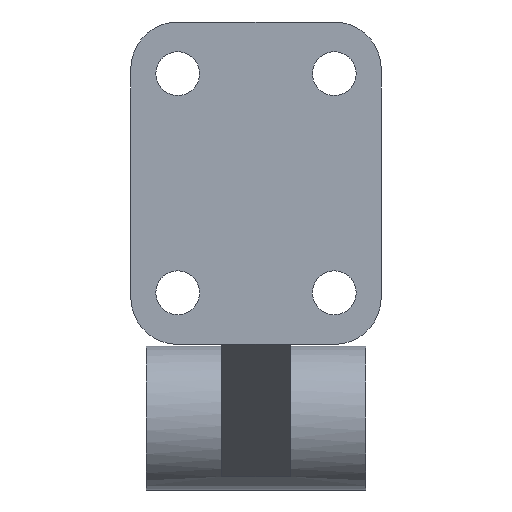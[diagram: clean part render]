
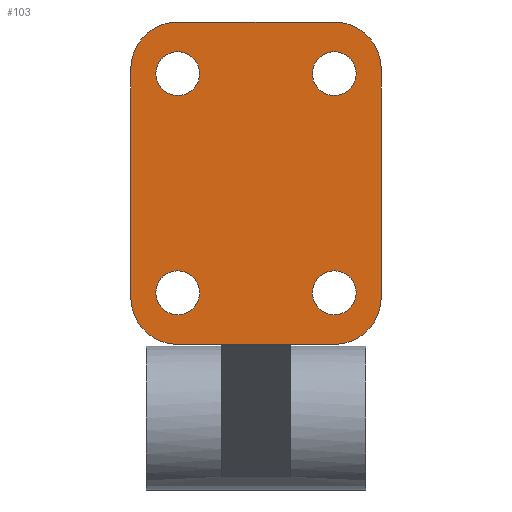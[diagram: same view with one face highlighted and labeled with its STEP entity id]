
A CAD part, front view. The second image highlights one B-rep face of the part: STEP entity #103.
In plain terms, the highlighted planar face has unit normal (0, -1, 0).
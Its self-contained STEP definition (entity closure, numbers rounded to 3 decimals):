
#103=ADVANCED_FACE('',(#167,#168,#169,#170,#171),#172,.F.);
#167=FACE_BOUND('',#235,.T.);
#168=FACE_BOUND('',#236,.T.);
#169=FACE_BOUND('',#237,.T.);
#170=FACE_BOUND('',#238,.T.);
#171=FACE_OUTER_BOUND('',#239,.T.);
#172=PLANE('',#240);
#235=EDGE_LOOP('',(#463,#464));
#236=EDGE_LOOP('',(#465,#466));
#237=EDGE_LOOP('',(#467,#468));
#238=EDGE_LOOP('',(#469,#470));
#239=EDGE_LOOP('',(#471,#472,#473,#474,#475,#476,#477,#478));
#240=AXIS2_PLACEMENT_3D('',#479,#480,#481);
#463=ORIENTED_EDGE('',*,*,#532,.T.);
#464=ORIENTED_EDGE('',*,*,#497,.T.);
#465=ORIENTED_EDGE('',*,*,#533,.T.);
#466=ORIENTED_EDGE('',*,*,#493,.T.);
#467=ORIENTED_EDGE('',*,*,#534,.T.);
#468=ORIENTED_EDGE('',*,*,#489,.T.);
#469=ORIENTED_EDGE('',*,*,#536,.T.);
#470=ORIENTED_EDGE('',*,*,#485,.T.);
#471=ORIENTED_EDGE('',*,*,#558,.F.);
#472=ORIENTED_EDGE('',*,*,#540,.F.);
#473=ORIENTED_EDGE('',*,*,#544,.F.);
#474=ORIENTED_EDGE('',*,*,#547,.F.);
#475=ORIENTED_EDGE('',*,*,#549,.F.);
#476=ORIENTED_EDGE('',*,*,#551,.F.);
#477=ORIENTED_EDGE('',*,*,#553,.F.);
#478=ORIENTED_EDGE('',*,*,#556,.F.);
#479=CARTESIAN_POINT('',(0.,0.,0.));
#480=DIRECTION('',(0.,1.0,0.));
#481=DIRECTION('',(-1.0,0.0,0.));
#485=EDGE_CURVE('',#560,#564,#566,.T.);
#489=EDGE_CURVE('',#568,#572,#574,.T.);
#493=EDGE_CURVE('',#576,#580,#582,.T.);
#497=EDGE_CURVE('',#584,#588,#590,.T.);
#532=EDGE_CURVE('',#588,#584,#647,.T.);
#533=EDGE_CURVE('',#580,#576,#648,.T.);
#534=EDGE_CURVE('',#572,#568,#649,.T.);
#536=EDGE_CURVE('',#564,#560,#651,.T.);
#540=EDGE_CURVE('',#656,#658,#659,.T.);
#544=EDGE_CURVE('',#663,#656,#665,.T.);
#547=EDGE_CURVE('',#667,#663,#669,.T.);
#549=EDGE_CURVE('',#670,#667,#672,.T.);
#551=EDGE_CURVE('',#673,#670,#675,.T.);
#553=EDGE_CURVE('',#676,#673,#678,.T.);
#556=EDGE_CURVE('',#681,#676,#683,.T.);
#558=EDGE_CURVE('',#658,#681,#685,.T.);
#560=VERTEX_POINT('',#687);
#564=VERTEX_POINT('',#692);
#566=CIRCLE('',#695,7.0);
#568=VERTEX_POINT('',#697);
#572=VERTEX_POINT('',#702);
#574=CIRCLE('',#705,7.0);
#576=VERTEX_POINT('',#707);
#580=VERTEX_POINT('',#712);
#582=CIRCLE('',#715,7.0);
#584=VERTEX_POINT('',#717);
#588=VERTEX_POINT('',#722);
#590=CIRCLE('',#725,7.0);
#647=CIRCLE('',#800,7.0);
#648=CIRCLE('',#801,7.0);
#649=CIRCLE('',#802,7.0);
#651=CIRCLE('',#804,7.0);
#656=VERTEX_POINT('',#810);
#658=VERTEX_POINT('',#813);
#659=LINE('',#814,#815);
#663=VERTEX_POINT('',#820);
#665=CIRCLE('',#823,15.0);
#667=VERTEX_POINT('',#826);
#669=LINE('',#829,#830);
#670=VERTEX_POINT('',#831);
#672=CIRCLE('',#834,15.0);
#673=VERTEX_POINT('',#835);
#675=LINE('',#838,#839);
#676=VERTEX_POINT('',#840);
#678=CIRCLE('',#843,15.0);
#681=VERTEX_POINT('',#847);
#683=LINE('',#850,#851);
#685=CIRCLE('',#853,15.0);
#687=CARTESIAN_POINT('',(18.0,0.,-35.0));
#692=CARTESIAN_POINT('',(32.0,0.,-35.0));
#695=AXIS2_PLACEMENT_3D('',#859,#860,#861);
#697=CARTESIAN_POINT('',(18.0,0.,35.0));
#702=CARTESIAN_POINT('',(32.0,0.,35.0));
#705=AXIS2_PLACEMENT_3D('',#867,#868,#869);
#707=CARTESIAN_POINT('',(-32.0,0.,-35.0));
#712=CARTESIAN_POINT('',(-18.0,0.,-35.0));
#715=AXIS2_PLACEMENT_3D('',#875,#876,#877);
#717=CARTESIAN_POINT('',(-32.0,0.,35.0));
#722=CARTESIAN_POINT('',(-18.0,0.,35.0));
#725=AXIS2_PLACEMENT_3D('',#883,#884,#885);
#800=AXIS2_PLACEMENT_3D('',#952,#953,#954);
#801=AXIS2_PLACEMENT_3D('',#955,#956,#957);
#802=AXIS2_PLACEMENT_3D('',#958,#959,#960);
#804=AXIS2_PLACEMENT_3D('',#964,#965,#966);
#810=CARTESIAN_POINT('',(40.0,0.,36.5));
#813=CARTESIAN_POINT('',(40.0,0.,-36.5));
#814=CARTESIAN_POINT('',(40.0,0.,36.5));
#815=VECTOR('',#972,1.0);
#820=CARTESIAN_POINT('',(25.0,0.,51.5));
#823=AXIS2_PLACEMENT_3D('',#978,#979,#980);
#826=CARTESIAN_POINT('',(-25.0,0.,51.5));
#829=CARTESIAN_POINT('',(-25.0,0.,51.5));
#830=VECTOR('',#983,1.0);
#831=CARTESIAN_POINT('',(-40.0,0.,36.5));
#834=AXIS2_PLACEMENT_3D('',#985,#986,#987);
#835=CARTESIAN_POINT('',(-40.0,0.,-36.5));
#838=CARTESIAN_POINT('',(-40.0,0.,-36.5));
#839=VECTOR('',#989,1.0);
#840=CARTESIAN_POINT('',(-25.0,0.,-51.5));
#843=AXIS2_PLACEMENT_3D('',#991,#992,#993);
#847=CARTESIAN_POINT('',(25.0,0.,-51.5));
#850=CARTESIAN_POINT('',(25.0,0.,-51.5));
#851=VECTOR('',#996,1.0);
#853=AXIS2_PLACEMENT_3D('',#1000,#1001,#1002);
#859=CARTESIAN_POINT('',(25.0,0.,-35.0));
#860=DIRECTION('',(0.,1.0,0.));
#861=DIRECTION('',(-1.0,0.0,0.));
#867=CARTESIAN_POINT('',(25.0,0.,35.0));
#868=DIRECTION('',(0.,1.0,0.));
#869=DIRECTION('',(-1.0,0.0,0.));
#875=CARTESIAN_POINT('',(-25.0,0.,-35.0));
#876=DIRECTION('',(0.,1.0,0.));
#877=DIRECTION('',(-1.0,0.0,0.));
#883=CARTESIAN_POINT('',(-25.0,0.,35.0));
#884=DIRECTION('',(0.,1.0,0.));
#885=DIRECTION('',(-1.0,0.0,0.));
#952=CARTESIAN_POINT('',(-25.0,0.,35.0));
#953=DIRECTION('',(0.,1.0,0.));
#954=DIRECTION('',(-1.0,0.0,0.));
#955=CARTESIAN_POINT('',(-25.0,0.,-35.0));
#956=DIRECTION('',(0.,1.0,0.));
#957=DIRECTION('',(-1.0,0.0,0.));
#958=CARTESIAN_POINT('',(25.0,0.,35.0));
#959=DIRECTION('',(0.,1.0,0.));
#960=DIRECTION('',(-1.0,0.0,0.));
#964=CARTESIAN_POINT('',(25.0,0.,-35.0));
#965=DIRECTION('',(0.,1.0,0.));
#966=DIRECTION('',(-1.0,0.0,0.));
#972=DIRECTION('',(0.,0.,-1.0));
#978=CARTESIAN_POINT('',(25.0,0.,36.5));
#979=DIRECTION('',(0.,1.0,0.));
#980=DIRECTION('',(-1.0,0.0,0.));
#983=DIRECTION('',(1.0,0.0,0.));
#985=CARTESIAN_POINT('',(-25.0,0.,36.5));
#986=DIRECTION('',(0.,1.0,0.));
#987=DIRECTION('',(-1.0,0.0,0.));
#989=DIRECTION('',(0.,0.,1.0));
#991=CARTESIAN_POINT('',(-25.0,0.,-36.5));
#992=DIRECTION('',(0.,1.0,0.));
#993=DIRECTION('',(-1.0,0.0,0.));
#996=DIRECTION('',(-1.0,0.0,0.));
#1000=CARTESIAN_POINT('',(25.0,0.,-36.5));
#1001=DIRECTION('',(0.,1.0,0.));
#1002=DIRECTION('',(-1.0,0.0,0.));
